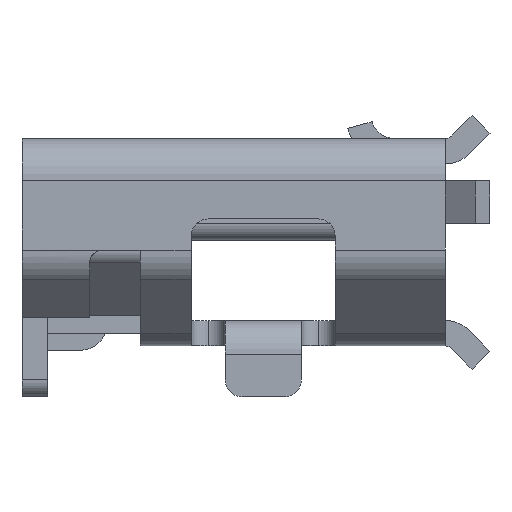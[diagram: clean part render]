
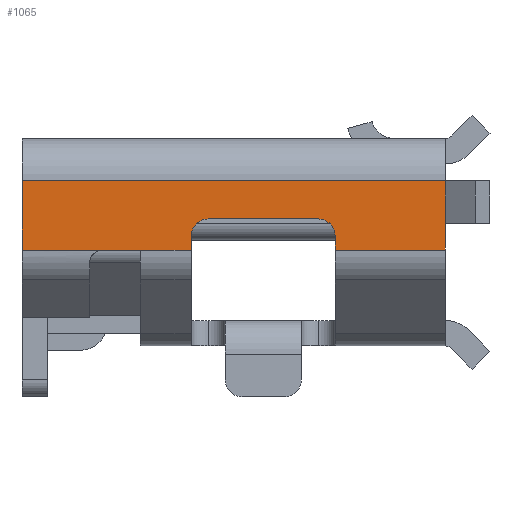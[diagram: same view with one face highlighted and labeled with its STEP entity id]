
A CAD part, left-side view. The second image highlights one B-rep face of the part: STEP entity #1065.
In plain terms, the highlighted planar face has unit normal (-1, 0, 0).
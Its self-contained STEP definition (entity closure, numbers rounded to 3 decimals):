
#404 = ORIENTED_EDGE ( 'NONE', *, *, #10669, .T. ) ;
#1065 = ADVANCED_FACE ( 'NONE', ( #26197 ), #7353, .F. ) ;
#1164 = DIRECTION ( 'NONE',  ( 0., 0., -1. ) ) ;
#1207 = LINE ( 'NONE', #22467, #24498 ) ;
#1414 = CARTESIAN_POINT ( 'NONE',  ( -3.75, -2.5, -0.092 ) ) ;
#1748 = DIRECTION ( 'NONE',  ( 0., 1., 0. ) ) ;
#1842 = CARTESIAN_POINT ( 'NONE',  ( -3.75, -1.2, 0.075 ) ) ;
#2026 = EDGE_CURVE ( 'NONE', #16505, #17787, #25094, .T. ) ;
#2556 = VECTOR ( 'NONE', #14571, 1000. ) ;
#2969 = VERTEX_POINT ( 'NONE', #14440 ) ;
#3962 = VECTOR ( 'NONE', #18208, 1000. ) ;
#4009 = AXIS2_PLACEMENT_3D ( 'NONE', #20257, #7994, #24650 ) ;
#4024 = VERTEX_POINT ( 'NONE', #11783 ) ;
#4524 = VERTEX_POINT ( 'NONE', #20095 ) ;
#4585 = VECTOR ( 'NONE', #6257, 1000. ) ;
#4790 = ORIENTED_EDGE ( 'NONE', *, *, #2026, .T. ) ;
#4813 = LINE ( 'NONE', #19643, #19489 ) ;
#5412 = DIRECTION ( 'NONE',  ( 0., 0., -1. ) ) ;
#5430 = CARTESIAN_POINT ( 'NONE',  ( -3.75, -2.5, -0.092 ) ) ;
#5433 = CARTESIAN_POINT ( 'NONE',  ( -3.75, -1., 0.275 ) ) ;
#5711 = ORIENTED_EDGE ( 'NONE', *, *, #14140, .T. ) ;
#6257 = DIRECTION ( 'NONE',  ( 0., -1., 0. ) ) ;
#6311 = CARTESIAN_POINT ( 'NONE',  ( -3.75, -2.5, -0.092 ) ) ;
#6628 = VERTEX_POINT ( 'NONE', #24380 ) ;
#6738 = EDGE_CURVE ( 'NONE', #4524, #16505, #26392, .T. ) ;
#7274 = EDGE_CURVE ( 'NONE', #14367, #10728, #19419, .T. ) ;
#7353 = PLANE ( 'NONE',  #9298 ) ;
#7851 = EDGE_CURVE ( 'NONE', #15778, #8661, #18800, .T. ) ;
#7991 = LINE ( 'NONE', #14443, #15007 ) ;
#7994 = DIRECTION ( 'NONE',  ( 1., 0., 0. ) ) ;
#8148 = EDGE_CURVE ( 'NONE', #17787, #16445, #20732, .T. ) ;
#8302 = EDGE_CURVE ( 'NONE', #15778, #10728, #11663, .T. ) ;
#8488 = VECTOR ( 'NONE', #17136, 1000. ) ;
#8661 = VERTEX_POINT ( 'NONE', #17157 ) ;
#9214 = LINE ( 'NONE', #11009, #20489 ) ;
#9298 = AXIS2_PLACEMENT_3D ( 'NONE', #5430, #24273, #1748 ) ;
#9379 = EDGE_LOOP ( 'NONE', ( #4790, #12491, #404, #11066, #19129, #24368, #5711, #23773, #24019, #13794, #17943, #19751, #23686 ) ) ;
#10158 = VERTEX_POINT ( 'NONE', #10460 ) ;
#10460 = CARTESIAN_POINT ( 'NONE',  ( -3.75, 2.5, 0.725 ) ) ;
#10669 = EDGE_CURVE ( 'NONE', #16445, #2969, #25668, .T. ) ;
#10728 = VERTEX_POINT ( 'NONE', #26444 ) ;
#11009 = CARTESIAN_POINT ( 'NONE',  ( -3.75, -2.5, -0.092 ) ) ;
#11066 = ORIENTED_EDGE ( 'NONE', *, *, #26057, .F. ) ;
#11266 = EDGE_CURVE ( 'NONE', #4524, #14367, #4813, .T. ) ;
#11663 = LINE ( 'NONE', #24144, #3962 ) ;
#11783 = CARTESIAN_POINT ( 'NONE',  ( -3.75, -2.5, 0.725 ) ) ;
#12491 = ORIENTED_EDGE ( 'NONE', *, *, #8148, .T. ) ;
#13794 = ORIENTED_EDGE ( 'NONE', *, *, #8302, .T. ) ;
#13796 = EDGE_CURVE ( 'NONE', #10158, #8661, #1207, .T. ) ;
#14140 = EDGE_CURVE ( 'NONE', #4024, #10158, #14183, .T. ) ;
#14159 = LINE ( 'NONE', #1414, #16095 ) ;
#14183 = LINE ( 'NONE', #20633, #2556 ) ;
#14367 = VERTEX_POINT ( 'NONE', #22268 ) ;
#14394 = CARTESIAN_POINT ( 'NONE',  ( -3.75, -1., 0.075 ) ) ;
#14440 = CARTESIAN_POINT ( 'NONE',  ( -3.75, -1.2, -0.092 ) ) ;
#14443 = CARTESIAN_POINT ( 'NONE',  ( -3.75, -2.5, -0.092 ) ) ;
#14571 = DIRECTION ( 'NONE',  ( 0., 1., 0. ) ) ;
#15007 = VECTOR ( 'NONE', #18570, 1000. ) ;
#15389 = CARTESIAN_POINT ( 'NONE',  ( -3.75, 0.3, 0.275 ) ) ;
#15778 = VERTEX_POINT ( 'NONE', #25946 ) ;
#16095 = VECTOR ( 'NONE', #1164, 1000. ) ;
#16445 = VERTEX_POINT ( 'NONE', #1842 ) ;
#16505 = VERTEX_POINT ( 'NONE', #15389 ) ;
#16519 = EDGE_CURVE ( 'NONE', #19033, #6628, #9214, .T. ) ;
#16627 = EDGE_CURVE ( 'NONE', #4024, #19033, #14159, .T. ) ;
#16819 = CARTESIAN_POINT ( 'NONE',  ( -3.75, -2.5, -0.092 ) ) ;
#17136 = DIRECTION ( 'NONE',  ( 0., 0., -1. ) ) ;
#17157 = CARTESIAN_POINT ( 'NONE',  ( -3.75, 2.5, -0.092 ) ) ;
#17787 = VERTEX_POINT ( 'NONE', #5433 ) ;
#17943 = ORIENTED_EDGE ( 'NONE', *, *, #7274, .F. ) ;
#18208 = DIRECTION ( 'NONE',  ( 0., -1., 0. ) ) ;
#18486 = VECTOR ( 'NONE', #27075, 1000. ) ;
#18570 = DIRECTION ( 'NONE',  ( 0., 1., 0. ) ) ;
#18800 = LINE ( 'NONE', #6311, #18486 ) ;
#19033 = VERTEX_POINT ( 'NONE', #24081 ) ;
#19129 = ORIENTED_EDGE ( 'NONE', *, *, #16519, .F. ) ;
#19142 = DIRECTION ( 'NONE',  ( 0., 1., 0. ) ) ;
#19419 = LINE ( 'NONE', #16819, #22978 ) ;
#19489 = VECTOR ( 'NONE', #19781, 1000. ) ;
#19643 = CARTESIAN_POINT ( 'NONE',  ( -3.75, 0.5, 0.275 ) ) ;
#19751 = ORIENTED_EDGE ( 'NONE', *, *, #11266, .F. ) ;
#19781 = DIRECTION ( 'NONE',  ( 0., 0., -1. ) ) ;
#20095 = CARTESIAN_POINT ( 'NONE',  ( -3.75, 0.5, 0.075 ) ) ;
#20257 = CARTESIAN_POINT ( 'NONE',  ( -3.75, 0.3, 0.075 ) ) ;
#20489 = VECTOR ( 'NONE', #21885, 1000. ) ;
#20633 = CARTESIAN_POINT ( 'NONE',  ( -3.75, -2.5, 0.725 ) ) ;
#20732 = CIRCLE ( 'NONE', #22955, 0.2 ) ;
#21290 = CARTESIAN_POINT ( 'NONE',  ( -3.75, -1.2, 0.275 ) ) ;
#21885 = DIRECTION ( 'NONE',  ( 0., 0., -1. ) ) ;
#22268 = CARTESIAN_POINT ( 'NONE',  ( -3.75, 0.5, -0.092 ) ) ;
#22467 = CARTESIAN_POINT ( 'NONE',  ( -3.75, 2.5, -0.092 ) ) ;
#22801 = DIRECTION ( 'NONE',  ( 1., 0., 0. ) ) ;
#22955 = AXIS2_PLACEMENT_3D ( 'NONE', #14394, #22801, #26352 ) ;
#22978 = VECTOR ( 'NONE', #19142, 1000. ) ;
#23686 = ORIENTED_EDGE ( 'NONE', *, *, #6738, .T. ) ;
#23773 = ORIENTED_EDGE ( 'NONE', *, *, #13796, .T. ) ;
#24019 = ORIENTED_EDGE ( 'NONE', *, *, #7851, .F. ) ;
#24081 = CARTESIAN_POINT ( 'NONE',  ( -3.75, -2.5, 0.225 ) ) ;
#24144 = CARTESIAN_POINT ( 'NONE',  ( -3.75, -2.5, -0.092 ) ) ;
#24273 = DIRECTION ( 'NONE',  ( 1., 0., 0. ) ) ;
#24368 = ORIENTED_EDGE ( 'NONE', *, *, #16627, .F. ) ;
#24380 = CARTESIAN_POINT ( 'NONE',  ( -3.75, -2.5, -0.092 ) ) ;
#24498 = VECTOR ( 'NONE', #5412, 1000. ) ;
#24650 = DIRECTION ( 'NONE',  ( 0., 1., 0. ) ) ;
#24965 = CARTESIAN_POINT ( 'NONE',  ( -3.75, -1.2, 0.275 ) ) ;
#25094 = LINE ( 'NONE', #24965, #4585 ) ;
#25668 = LINE ( 'NONE', #21290, #8488 ) ;
#25946 = CARTESIAN_POINT ( 'NONE',  ( -3.75, 1.55, -0.092 ) ) ;
#26057 = EDGE_CURVE ( 'NONE', #6628, #2969, #7991, .T. ) ;
#26197 = FACE_OUTER_BOUND ( 'NONE', #9379, .T. ) ;
#26352 = DIRECTION ( 'NONE',  ( 0., 1., 0. ) ) ;
#26392 = CIRCLE ( 'NONE', #4009, 0.2 ) ;
#26444 = CARTESIAN_POINT ( 'NONE',  ( -3.75, 1.1, -0.092 ) ) ;
#27075 = DIRECTION ( 'NONE',  ( 0., 1., 0. ) ) ;
